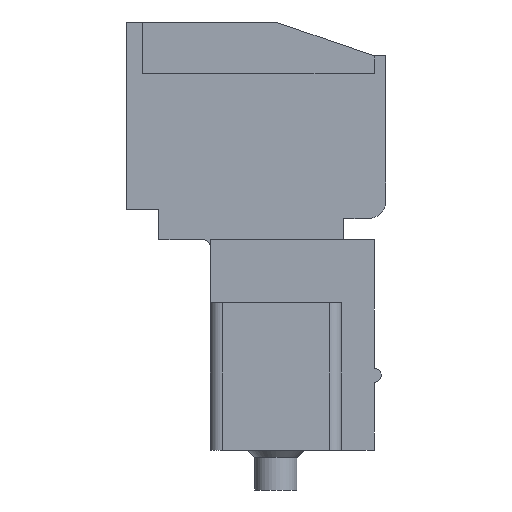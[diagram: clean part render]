
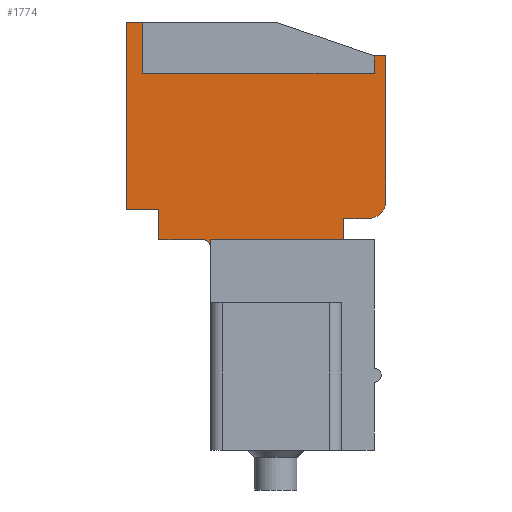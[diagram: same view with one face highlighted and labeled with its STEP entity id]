
A CAD part, left-side view. The second image highlights one B-rep face of the part: STEP entity #1774.
In plain terms, the highlighted planar face has unit normal (-1, 0, 0).
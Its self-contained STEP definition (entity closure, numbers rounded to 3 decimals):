
#1774 = ADVANCED_FACE( '', ( #3548 ), #3549, .T. );
#3548 = FACE_OUTER_BOUND( '', #5322, .T. );
#3549 = PLANE( '', #5323 );
#5322 = EDGE_LOOP( '', ( #10055, #10056, #10057, #10058, #10059, #10060, #10061, #10062, #10063, #10064, #10065, #10066, #10067, #10068, #10069, #10070 ) );
#5323 = AXIS2_PLACEMENT_3D( '', #10071, #10072, #10073 );
#10055 = ORIENTED_EDGE( '', *, *, #12256, .F. );
#10056 = ORIENTED_EDGE( '', *, *, #11842, .F. );
#10057 = ORIENTED_EDGE( '', *, *, #12586, .T. );
#10058 = ORIENTED_EDGE( '', *, *, #11028, .T. );
#10059 = ORIENTED_EDGE( '', *, *, #11597, .T. );
#10060 = ORIENTED_EDGE( '', *, *, #12587, .T. );
#10061 = ORIENTED_EDGE( '', *, *, #11432, .T. );
#10062 = ORIENTED_EDGE( '', *, *, #11977, .T. );
#10063 = ORIENTED_EDGE( '', *, *, #11249, .T. );
#10064 = ORIENTED_EDGE( '', *, *, #11622, .T. );
#10065 = ORIENTED_EDGE( '', *, *, #10966, .T. );
#10066 = ORIENTED_EDGE( '', *, *, #12005, .T. );
#10067 = ORIENTED_EDGE( '', *, *, #11084, .T. );
#10068 = ORIENTED_EDGE( '', *, *, #10990, .F. );
#10069 = ORIENTED_EDGE( '', *, *, #11565, .T. );
#10070 = ORIENTED_EDGE( '', *, *, #11615, .T. );
#10071 = CARTESIAN_POINT( '', ( -7.62, 0., 0. ) );
#10072 = DIRECTION( '', ( -1., 0., 0. ) );
#10073 = DIRECTION( '', ( 0., 0., 1. ) );
#10966 = EDGE_CURVE( '', #13236, #13234, #13237, .T. );
#10990 = EDGE_CURVE( '', #13276, #13278, #13279, .F. );
#11028 = EDGE_CURVE( '', #13343, #13344, #13345, .T. );
#11084 = EDGE_CURVE( '', #13439, #13278, #13442, .T. );
#11249 = EDGE_CURVE( '', #13715, #13716, #13717, .F. );
#11432 = EDGE_CURVE( '', #14009, #14010, #14011, .T. );
#11565 = EDGE_CURVE( '', #13276, #14222, #14224, .T. );
#11597 = EDGE_CURVE( '', #13344, #14273, #14274, .T. );
#11615 = EDGE_CURVE( '', #14222, #14301, #14303, .T. );
#11622 = EDGE_CURVE( '', #13716, #13236, #14314, .T. );
#11842 = EDGE_CURVE( '', #14642, #14644, #14645, .T. );
#11977 = EDGE_CURVE( '', #14010, #13715, #14827, .T. );
#12005 = EDGE_CURVE( '', #13234, #13439, #14865, .T. );
#12256 = EDGE_CURVE( '', #14644, #14301, #15208, .T. );
#12586 = EDGE_CURVE( '', #14642, #13343, #15587, .T. );
#12587 = EDGE_CURVE( '', #14273, #14009, #15588, .T. );
#13234 = VERTEX_POINT( '', #16508 );
#13236 = VERTEX_POINT( '', #16511 );
#13237 = LINE( '', #16512, #16513 );
#13276 = VERTEX_POINT( '', #16562 );
#13278 = VERTEX_POINT( '', #16565 );
#13279 = CIRCLE( '', #16566, 0.75 );
#13343 = VERTEX_POINT( '', #16656 );
#13344 = VERTEX_POINT( '', #16657 );
#13345 = LINE( '', #16658, #16659 );
#13439 = VERTEX_POINT( '', #16799 );
#13442 = LINE( '', #16804, #16805 );
#13715 = VERTEX_POINT( '', #17207 );
#13716 = VERTEX_POINT( '', #17208 );
#13717 = CIRCLE( '', #17209, 0.3 );
#14009 = VERTEX_POINT( '', #17634 );
#14010 = VERTEX_POINT( '', #17635 );
#14011 = LINE( '', #17636, #17637 );
#14222 = VERTEX_POINT( '', #17940 );
#14224 = LINE( '', #17943, #17944 );
#14273 = VERTEX_POINT( '', #18016 );
#14274 = LINE( '', #18017, #18018 );
#14301 = VERTEX_POINT( '', #18058 );
#14303 = LINE( '', #18061, #18062 );
#14314 = LINE( '', #18078, #18079 );
#14642 = VERTEX_POINT( '', #18564 );
#14644 = VERTEX_POINT( '', #18567 );
#14645 = LINE( '', #18568, #18569 );
#14827 = LINE( '', #18834, #18835 );
#14865 = LINE( '', #18892, #18893 );
#15208 = LINE( '', #19406, #19407 );
#15587 = LINE( '', #19956, #19957 );
#15588 = LINE( '', #19958, #19959 );
#16508 = CARTESIAN_POINT( '', ( -7.62, -2.8, -1.3 ) );
#16511 = CARTESIAN_POINT( '', ( -7.62, 2.9, -1.3 ) );
#16512 = CARTESIAN_POINT( '', ( -7.62, 2.9, -1.3 ) );
#16513 = VECTOR( '', #20386, 1000. );
#16562 = CARTESIAN_POINT( '', ( -7.62, -4.6, 0.35 ) );
#16565 = CARTESIAN_POINT( '', ( -7.62, -3.85, -0.4 ) );
#16566 = AXIS2_PLACEMENT_3D( '', #20425, #20426, #20427 );
#16656 = CARTESIAN_POINT( '', ( -7.62, 5.8, 8. ) );
#16657 = CARTESIAN_POINT( '', ( -7.62, 6.5, 8. ) );
#16658 = CARTESIAN_POINT( '', ( -7.62, -4.6, 8. ) );
#16659 = VECTOR( '', #20466, 1000. );
#16799 = CARTESIAN_POINT( '', ( -7.62, -2.8, -0.4 ) );
#16804 = CARTESIAN_POINT( '', ( -7.62, -4.6, -0.4 ) );
#16805 = VECTOR( '', #20515, 1000. );
#17207 = CARTESIAN_POINT( '', ( -7.62, 3.2, -1.3 ) );
#17208 = CARTESIAN_POINT( '', ( -7.62, 2.9, -1.6 ) );
#17209 = AXIS2_PLACEMENT_3D( '', #20662, #20663, #20664 );
#17634 = CARTESIAN_POINT( '', ( -7.62, 5.1, 0. ) );
#17635 = CARTESIAN_POINT( '', ( -7.62, 5.1, -1.3 ) );
#17636 = CARTESIAN_POINT( '', ( -7.62, 5.1, -1.3 ) );
#17637 = VECTOR( '', #20842, 1000. );
#17940 = CARTESIAN_POINT( '', ( -7.62, -4.6, 6.55 ) );
#17943 = CARTESIAN_POINT( '', ( -7.62, -4.6, -1.3 ) );
#17944 = VECTOR( '', #20987, 1000. );
#18016 = CARTESIAN_POINT( '', ( -7.62, 6.5, 0. ) );
#18017 = CARTESIAN_POINT( '', ( -7.62, 6.5, 8. ) );
#18018 = VECTOR( '', #21014, 1000. );
#18058 = CARTESIAN_POINT( '', ( -7.62, -4.1, 6.55 ) );
#18061 = CARTESIAN_POINT( '', ( -7.62, -4.6, 6.55 ) );
#18062 = VECTOR( '', #21029, 1000. );
#18078 = CARTESIAN_POINT( '', ( -7.62, 2.9, -1.6 ) );
#18079 = VECTOR( '', #21035, 1000. );
#18564 = CARTESIAN_POINT( '', ( -7.62, 5.8, 5.8 ) );
#18567 = CARTESIAN_POINT( '', ( -7.62, -4.1, 5.8 ) );
#18568 = CARTESIAN_POINT( '', ( -7.62, 5.8, 5.8 ) );
#18569 = VECTOR( '', #21233, 1000. );
#18834 = CARTESIAN_POINT( '', ( -7.62, 2.9, -1.3 ) );
#18835 = VECTOR( '', #21347, 1000. );
#18892 = CARTESIAN_POINT( '', ( -7.62, -2.8, -0.4 ) );
#18893 = VECTOR( '', #21370, 1000. );
#19406 = CARTESIAN_POINT( '', ( -7.62, -4.1, 5.8 ) );
#19407 = VECTOR( '', #21586, 1000. );
#19956 = CARTESIAN_POINT( '', ( -7.62, 5.8, 5.8 ) );
#19957 = VECTOR( '', #21799, 1000. );
#19958 = CARTESIAN_POINT( '', ( -7.62, 5.1, 0. ) );
#19959 = VECTOR( '', #21800, 1000. );
#20386 = DIRECTION( '', ( 0., -1., 0. ) );
#20425 = CARTESIAN_POINT( '', ( -7.62, -3.85, 0.35 ) );
#20426 = DIRECTION( '', ( -1., 0., 0. ) );
#20427 = DIRECTION( '', ( 0., 0., 1. ) );
#20466 = DIRECTION( '', ( 0., 1., 0. ) );
#20515 = DIRECTION( '', ( 0., -1., 0. ) );
#20662 = CARTESIAN_POINT( '', ( -7.62, 3.2, -1.6 ) );
#20663 = DIRECTION( '', ( -1., 0., 0. ) );
#20664 = DIRECTION( '', ( 0., 0., 1. ) );
#20842 = DIRECTION( '', ( 0., 0., -1. ) );
#20987 = DIRECTION( '', ( 0., 0., 1. ) );
#21014 = DIRECTION( '', ( 0., 0., -1. ) );
#21029 = DIRECTION( '', ( 0., 1., 0. ) );
#21035 = DIRECTION( '', ( 0., 0., 1. ) );
#21233 = DIRECTION( '', ( 0., -1., 0. ) );
#21347 = DIRECTION( '', ( 0., -1., 0. ) );
#21370 = DIRECTION( '', ( 0., 0., 1. ) );
#21586 = DIRECTION( '', ( 0., 0., 1. ) );
#21799 = DIRECTION( '', ( 0., 0., 1. ) );
#21800 = DIRECTION( '', ( 0., -1., 0. ) );
